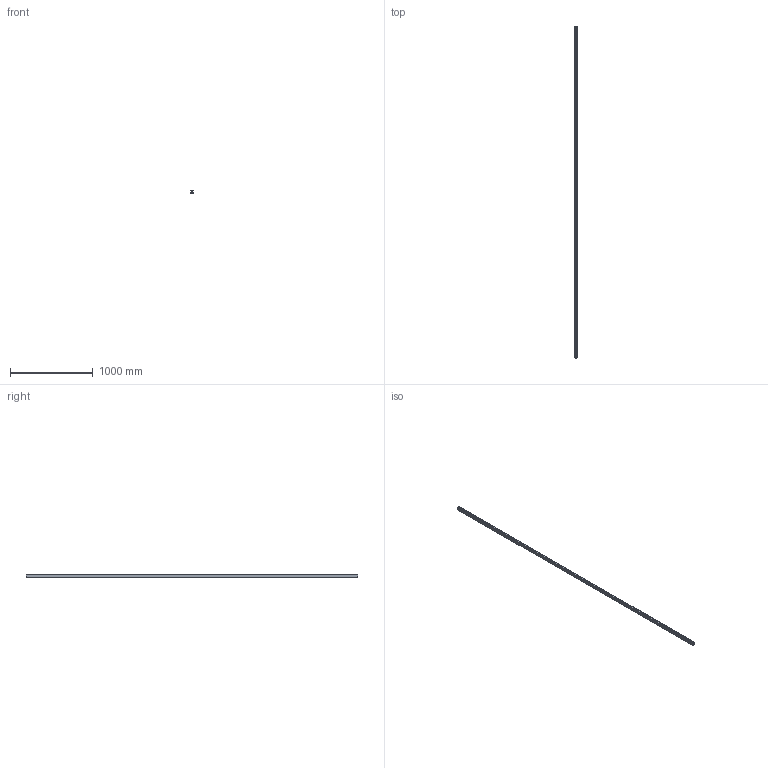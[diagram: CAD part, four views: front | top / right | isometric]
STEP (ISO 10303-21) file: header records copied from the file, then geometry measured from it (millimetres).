
FILE_DESCRIPTION(/* description */ (''),/* implementation_level */ '2;1');
FILE_NAME(/* name */ '11312.stp',/* time_stamp */ '2019-08-13T13:47:52+02:00',/* author */ ('GIULIANO'),/* organization */ (''),/* preprocessor_version */ 'ST-DEVELOPER v17.2',/* originating_system */ 'Autodesk Inventor 2019',/* authorisation */ '');
FILE_SCHEMA (('AUTOMOTIVE_DESIGN { 1 0 10303 214 3 1 1 }'));
Length unit declared in the file: millimetre
Products named in the file (1): 11312V6096
Bounding box: 28 x 4000 x 37.4 mm (x, y, z)
Volume: 1169100.2 mm3; surface area: 895764.4 mm2
Topology: 1 solids, 1 shells, 108 faces, 318 edges, 212 vertices
Faces by surface type: plane 60, cylinder 48
Entity records: 3715 total; most frequent: CARTESIAN_POINT 639, ORIENTED_EDGE 636, DIRECTION 632, EDGE_CURVE 318, LINE 222, VECTOR 222, VERTEX_POINT 212, AXIS2_PLACEMENT_3D 205
